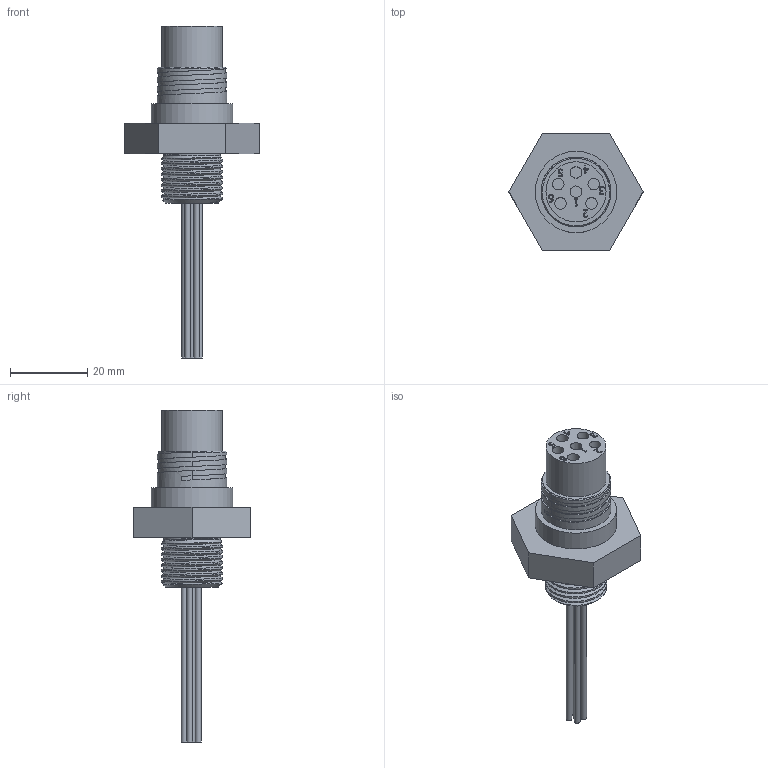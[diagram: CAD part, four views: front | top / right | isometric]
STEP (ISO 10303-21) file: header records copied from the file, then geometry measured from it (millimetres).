
FILE_DESCRIPTION(/* description */ (''),/* implementation_level */ '2;1');
FILE_NAME(/* name */ 'BCR1506F.stp',/* time_stamp */ '2014-11-20T13:18:12+01:00',/* author */ ('sh'),/* organization */ (''),/* preprocessor_version */ 'ST-DEVELOPER v15.2',/* originating_system */ 'Autodesk Inventor 2014',/* authorisation */ '');
FILE_SCHEMA (('AUTOMOTIVE_DESIGN { 1 0 10303 214 3 1 1 }'));
Length unit declared in the file: millimetre
Products named in the file (1): BCR1506F
Bounding box: 34.64 x 30 x 85.7 mm (x, y, z)
Volume: 13809.6 mm3; surface area: 6938.2 mm2
Topology: 1 solids, 1 shells, 180 faces, 452 edges, 300 vertices
Faces by surface type: plane 84, bspline 70, cylinder 23, cone 3
Full cylindrical faces by diameter (mm): 1.5 x6, 3 x6, 14.645 x1, 15.5 x1, 18 x3, 20 x1, 21 x1, 26.5 x1
Entity records: 7794 total; most frequent: CARTESIAN_POINT 4024, ORIENTED_EDGE 844, DIRECTION 534, EDGE_CURVE 422, VERTEX_POINT 292, LINE 236, VECTOR 236, EDGE_LOOP 222
